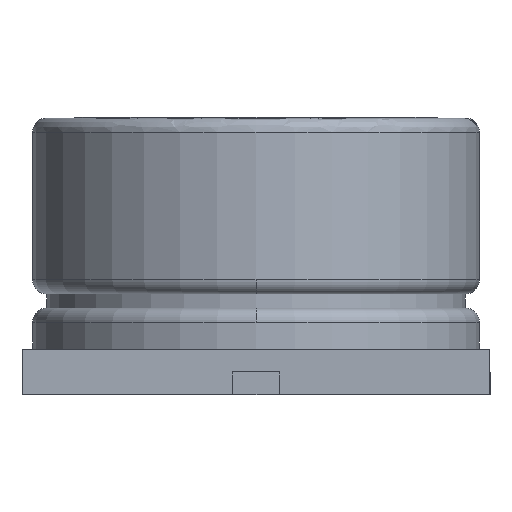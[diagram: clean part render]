
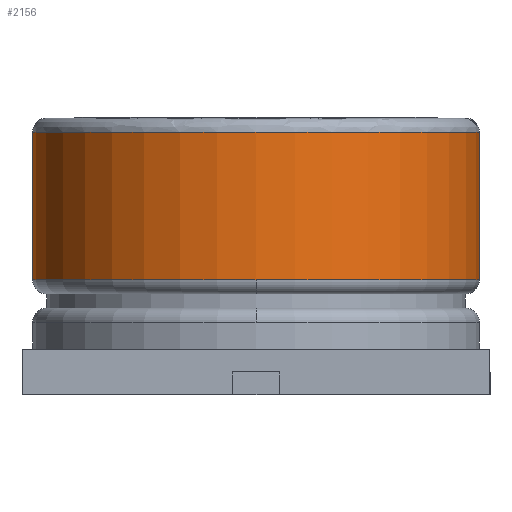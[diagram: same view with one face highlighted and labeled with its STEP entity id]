
A CAD part, front view. The second image highlights one B-rep face of the part: STEP entity #2156.
In plain terms, the highlighted cylindrical face has radius 3.15 mm (diameter 6.3 mm), a partial arc.
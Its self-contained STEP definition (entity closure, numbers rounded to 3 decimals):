
#52 = VERTEX_POINT ( 'NONE', #1892 ) ;
#91 = DIRECTION ( 'NONE',  ( 0., -1., 0. ) ) ;
#227 = DIRECTION ( 'NONE',  ( 0., 0., -1. ) ) ;
#237 = FACE_OUTER_BOUND ( 'NONE', #725, .T. ) ;
#344 = DIRECTION ( 'NONE',  ( 0., 0., -1. ) ) ;
#348 = AXIS2_PLACEMENT_3D ( 'NONE', #2195, #1974, #924 ) ;
#385 = CIRCLE ( 'NONE', #913, 3.15 ) ;
#483 = CIRCLE ( 'NONE', #2698, 3.15 ) ;
#500 = LINE ( 'NONE', #1299, #2697 ) ;
#551 = AXIS2_PLACEMENT_3D ( 'NONE', #843, #2332, #1061 ) ;
#564 = ORIENTED_EDGE ( 'NONE', *, *, #1445, .T. ) ;
#661 = VERTEX_POINT ( 'NONE', #1227 ) ;
#725 = EDGE_LOOP ( 'NONE', ( #2613, #1904, #564, #2037, #1810 ) ) ;
#843 = CARTESIAN_POINT ( 'NONE',  ( 0., -2.814, 1.62 ) ) ;
#913 = AXIS2_PLACEMENT_3D ( 'NONE', #2639, #1381, #91 ) ;
#924 = DIRECTION ( 'NONE',  ( -1., 0., 0. ) ) ;
#977 = DIRECTION ( 'NONE',  ( 0., 0., -1. ) ) ;
#1058 = CARTESIAN_POINT ( 'NONE',  ( -3.15, -2.814, 3.7 ) ) ;
#1061 = DIRECTION ( 'NONE',  ( 0., -1., 0. ) ) ;
#1066 = VERTEX_POINT ( 'NONE', #1058 ) ;
#1150 = CIRCLE ( 'NONE', #551, 3.15 ) ;
#1227 = CARTESIAN_POINT ( 'NONE',  ( 0., -5.964, 1.62 ) ) ;
#1299 = CARTESIAN_POINT ( 'NONE',  ( 3.15, -2.814, 5.22 ) ) ;
#1366 = VECTOR ( 'NONE', #344, 1000. ) ;
#1381 = DIRECTION ( 'NONE',  ( 0., 0., 1. ) ) ;
#1445 = EDGE_CURVE ( 'NONE', #1066, #52, #1491, .T. ) ;
#1491 = LINE ( 'NONE', #1606, #1366 ) ;
#1531 = EDGE_CURVE ( 'NONE', #1660, #1066, #483, .T. ) ;
#1606 = CARTESIAN_POINT ( 'NONE',  ( -3.15, -2.814, 5.22 ) ) ;
#1608 = CARTESIAN_POINT ( 'NONE',  ( 3.15, -2.814, 1.62 ) ) ;
#1660 = VERTEX_POINT ( 'NONE', #1853 ) ;
#1794 = EDGE_CURVE ( 'NONE', #52, #661, #1150, .T. ) ;
#1810 = ORIENTED_EDGE ( 'NONE', *, *, #2223, .T. ) ;
#1853 = CARTESIAN_POINT ( 'NONE',  ( 3.15, -2.814, 3.7 ) ) ;
#1892 = CARTESIAN_POINT ( 'NONE',  ( -3.15, -2.814, 1.62 ) ) ;
#1904 = ORIENTED_EDGE ( 'NONE', *, *, #1531, .T. ) ;
#1974 = DIRECTION ( 'NONE',  ( 0., 0., -1. ) ) ;
#2037 = ORIENTED_EDGE ( 'NONE', *, *, #1794, .T. ) ;
#2156 = ADVANCED_FACE ( 'NONE', ( #237 ), #2284, .T. ) ;
#2195 = CARTESIAN_POINT ( 'NONE',  ( 0., -2.814, 5.22 ) ) ;
#2223 = EDGE_CURVE ( 'NONE', #661, #2382, #385, .T. ) ;
#2249 = CARTESIAN_POINT ( 'NONE',  ( 0., -2.814, 3.7 ) ) ;
#2284 = CYLINDRICAL_SURFACE ( 'NONE', #348, 3.15 ) ;
#2332 = DIRECTION ( 'NONE',  ( 0., 0., 1. ) ) ;
#2382 = VERTEX_POINT ( 'NONE', #1608 ) ;
#2452 = DIRECTION ( 'NONE',  ( -1., 0., 0. ) ) ;
#2535 = EDGE_CURVE ( 'NONE', #1660, #2382, #500, .T. ) ;
#2613 = ORIENTED_EDGE ( 'NONE', *, *, #2535, .F. ) ;
#2639 = CARTESIAN_POINT ( 'NONE',  ( 0., -2.814, 1.62 ) ) ;
#2697 = VECTOR ( 'NONE', #227, 1000. ) ;
#2698 = AXIS2_PLACEMENT_3D ( 'NONE', #2249, #977, #2452 ) ;
